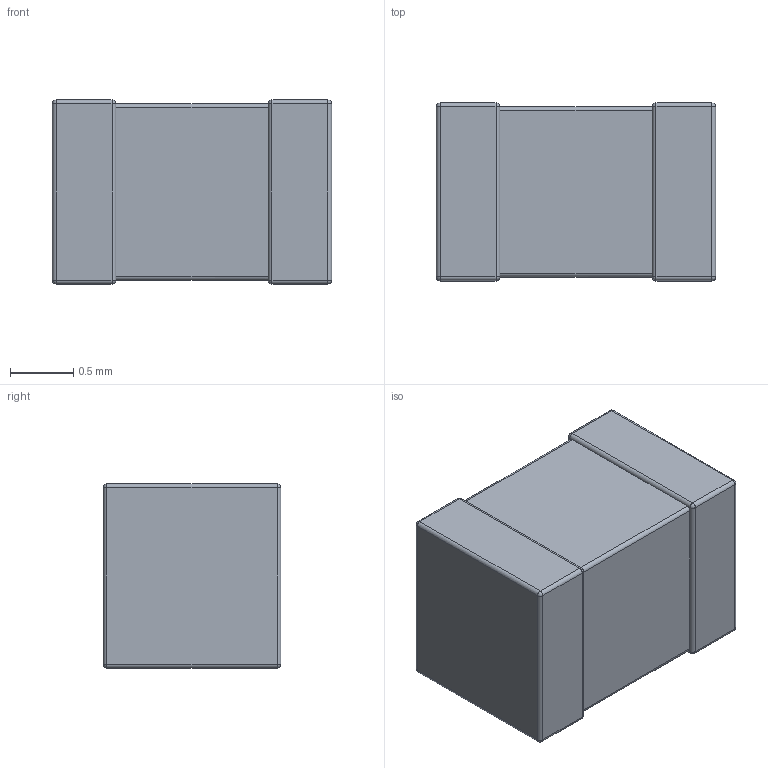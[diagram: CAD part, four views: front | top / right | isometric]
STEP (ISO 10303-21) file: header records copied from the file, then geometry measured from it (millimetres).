
FILE_DESCRIPTION (( 'STEP AP214' ), '1' );
FILE_NAME ('C0805C105K3RACTU.step', '2020-10-02T03:11:45', ( '' ), ( '' ), 'SwSTEP 2.0', 'SolidWorks 2020', '' );
FILE_SCHEMA (( 'AUTOMOTIVE_DESIGN' ));
Length unit declared in the file: millimetre
Products named in the file (1): C0805C105K3RACTU
Bounding box: 2.2 x 1.4 x 1.45 mm (x, y, z)
Volume: 4.3 mm3; surface area: 16.2 mm2
Topology: 1 solids, 1 shells, 64 faces, 150 edges, 72 vertices
Faces by surface type: cylinder 34, sphere 16, plane 14
Entity records: 1884 total; most frequent: CARTESIAN_POINT 439, DIRECTION 288, ORIENTED_EDGE 268, EDGE_CURVE 134, AXIS2_PLACEMENT_3D 113, VERTEX_POINT 72, EDGE_LOOP 64, FACE_OUTER_BOUND 64
